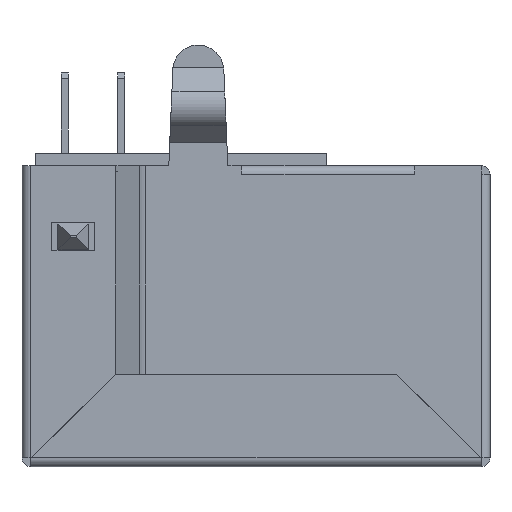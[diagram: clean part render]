
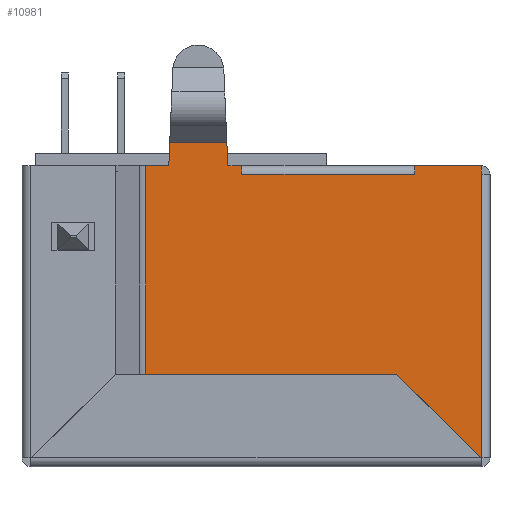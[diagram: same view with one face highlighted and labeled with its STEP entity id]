
A CAD part, left-side view. The second image highlights one B-rep face of the part: STEP entity #10981.
In plain terms, the highlighted face is planar.
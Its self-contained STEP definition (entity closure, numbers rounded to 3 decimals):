
#21 = VERTEX_POINT ( 'NONE', #7224 ) ;
#46 = VECTOR ( 'NONE', #2922, 1000. ) ;
#342 = LINE ( 'NONE', #19478, #3798 ) ;
#413 = ORIENTED_EDGE ( 'NONE', *, *, #10843, .T. ) ;
#534 = CARTESIAN_POINT ( 'NONE',  ( 6.02, 12.141, -5.155 ) ) ;
#550 = ORIENTED_EDGE ( 'NONE', *, *, #17918, .F. ) ;
#714 = CARTESIAN_POINT ( 'NONE',  ( 6.02, 8.755, -4.845 ) ) ;
#768 = CARTESIAN_POINT ( 'NONE',  ( 6.02, 3.31, 2.205 ) ) ;
#800 = ORIENTED_EDGE ( 'NONE', *, *, #801, .F. ) ;
#801 = EDGE_CURVE ( 'NONE', #11580, #1514, #15014, .T. ) ;
#896 = EDGE_CURVE ( 'NONE', #4930, #13980, #5067, .T. ) ;
#1011 = CARTESIAN_POINT ( 'NONE',  ( 6.02, 2.655, -4.845 ) ) ;
#1132 = VERTEX_POINT ( 'NONE', #11651 ) ;
#1198 = CARTESIAN_POINT ( 'NONE',  ( 6.02, 9.244, -5.155 ) ) ;
#1514 = VERTEX_POINT ( 'NONE', #15097 ) ;
#1521 = CARTESIAN_POINT ( 'NONE',  ( 6.02, 0., 0. ) ) ;
#1620 = VECTOR ( 'NONE', #5918, 1000. ) ;
#1714 = CARTESIAN_POINT ( 'NONE',  ( 6.02, 8.76, -4.845 ) ) ;
#1883 = VERTEX_POINT ( 'NONE', #15788 ) ;
#1902 = EDGE_CURVE ( 'NONE', #11580, #9494, #2041, .T. ) ;
#1983 = ORIENTED_EDGE ( 'NONE', *, *, #9447, .T. ) ;
#2041 = LINE ( 'NONE', #4126, #7285 ) ;
#2221 = DIRECTION ( 'NONE',  ( 0., 0., -1. ) ) ;
#2370 = VECTOR ( 'NONE', #11338, 1000. ) ;
#2597 = DIRECTION ( 'NONE',  ( 0., 1., 0. ) ) ;
#2912 = EDGE_CURVE ( 'NONE', #9690, #21, #6908, .T. ) ;
#2922 = DIRECTION ( 'NONE',  ( 0., 0.042, -0.999 ) ) ;
#2932 = EDGE_CURVE ( 'NONE', #9494, #9690, #16867, .T. ) ;
#3071 = VECTOR ( 'NONE', #8487, 1000. ) ;
#3127 = DIRECTION ( 'NONE',  ( 0., 1., 0. ) ) ;
#3313 = ORIENTED_EDGE ( 'NONE', *, *, #15747, .T. ) ;
#3385 = CARTESIAN_POINT ( 'NONE',  ( 6.02, 9.244, -5.155 ) ) ;
#3536 = CIRCLE ( 'NONE', #12212, 0.005 ) ;
#3627 = ORIENTED_EDGE ( 'NONE', *, *, #2912, .T. ) ;
#3637 = ORIENTED_EDGE ( 'NONE', *, *, #4115, .T. ) ;
#3798 = VECTOR ( 'NONE', #5160, 1000. ) ;
#3881 = ORIENTED_EDGE ( 'NONE', *, *, #10589, .T. ) ;
#3898 = CARTESIAN_POINT ( 'NONE',  ( 6.02, 0., 2.205 ) ) ;
#4115 = EDGE_CURVE ( 'NONE', #21, #18204, #7074, .T. ) ;
#4126 = CARTESIAN_POINT ( 'NONE',  ( 6.02, 0.31, 0. ) ) ;
#4286 = VERTEX_POINT ( 'NONE', #768 ) ;
#4478 = VERTEX_POINT ( 'NONE', #13719 ) ;
#4554 = EDGE_CURVE ( 'NONE', #1883, #1132, #342, .T. ) ;
#4787 = ORIENTED_EDGE ( 'NONE', *, *, #14475, .T. ) ;
#4930 = VERTEX_POINT ( 'NONE', #8022 ) ;
#4995 = VECTOR ( 'NONE', #14688, 1000. ) ;
#5067 = LINE ( 'NONE', #19152, #17266 ) ;
#5160 = DIRECTION ( 'NONE',  ( 0., 1., 0. ) ) ;
#5194 = CARTESIAN_POINT ( 'NONE',  ( 6.02, 12.141, 0. ) ) ;
#5263 = CARTESIAN_POINT ( 'NONE',  ( 6.02, 3.31, 2.205 ) ) ;
#5407 = DIRECTION ( 'NONE',  ( 0., -1., 0. ) ) ;
#5491 = EDGE_CURVE ( 'NONE', #17191, #14993, #15708, .T. ) ;
#5578 = EDGE_CURVE ( 'NONE', #17629, #7227, #3536, .T. ) ;
#5918 = DIRECTION ( 'NONE',  ( 0., 0.042, 0.999 ) ) ;
#6225 = LINE ( 'NONE', #1198, #46 ) ;
#6533 = ORIENTED_EDGE ( 'NONE', *, *, #2932, .T. ) ;
#6573 = LINE ( 'NONE', #12928, #2370 ) ;
#6866 = CARTESIAN_POINT ( 'NONE',  ( 6.02, 0.31, -5.155 ) ) ;
#6908 = LINE ( 'NONE', #8334, #19328 ) ;
#7074 = CIRCLE ( 'NONE', #14034, 0.005 ) ;
#7224 = CARTESIAN_POINT ( 'NONE',  ( 6.02, 2.65, -4.845 ) ) ;
#7227 = VERTEX_POINT ( 'NONE', #1714 ) ;
#7264 = DIRECTION ( 'NONE',  ( -1., 0., 0. ) ) ;
#7285 = VECTOR ( 'NONE', #16779, 1000. ) ;
#7879 = DIRECTION ( 'NONE',  ( 0., 0., 1. ) ) ;
#8022 = CARTESIAN_POINT ( 'NONE',  ( 6.02, 8.76, -5.155 ) ) ;
#8196 = CARTESIAN_POINT ( 'NONE',  ( 6.02, 8.75, -4.845 ) ) ;
#8334 = CARTESIAN_POINT ( 'NONE',  ( 6.02, 2.65, 0. ) ) ;
#8404 = DIRECTION ( 'NONE',  ( 0., 0., 1. ) ) ;
#8487 = DIRECTION ( 'NONE',  ( 0., -1., 0. ) ) ;
#9121 = CARTESIAN_POINT ( 'NONE',  ( 6.02, 0.3, -5.155 ) ) ;
#9199 = EDGE_LOOP ( 'NONE', ( #16678, #3313, #18794, #413, #550, #10706, #3881, #14634, #800, #17160, #6533, #3627, #3637, #4787, #18394, #1983 ) ) ;
#9425 = EDGE_CURVE ( 'NONE', #4286, #1514, #17455, .T. ) ;
#9447 = EDGE_CURVE ( 'NONE', #7227, #4930, #9743, .T. ) ;
#9494 = VERTEX_POINT ( 'NONE', #6866 ) ;
#9690 = VERTEX_POINT ( 'NONE', #18679 ) ;
#9743 = LINE ( 'NONE', #11736, #14939 ) ;
#9813 = VECTOR ( 'NONE', #7879, 1000. ) ;
#9901 = CARTESIAN_POINT ( 'NONE',  ( 6.02, 0.31, -4.845 ) ) ;
#10010 = DIRECTION ( 'NONE',  ( 0., 1., 0. ) ) ;
#10589 = EDGE_CURVE ( 'NONE', #14993, #4286, #19971, .T. ) ;
#10706 = ORIENTED_EDGE ( 'NONE', *, *, #5491, .T. ) ;
#10724 = DIRECTION ( 'NONE',  ( 0., -1., 0. ) ) ;
#10735 = VECTOR ( 'NONE', #8404, 1000. ) ;
#10843 = EDGE_CURVE ( 'NONE', #1132, #4478, #15021, .T. ) ;
#10981 = ADVANCED_FACE ( 'NONE', ( #11534 ), #14150, .T. ) ;
#11338 = DIRECTION ( 'NONE',  ( 0., 1., 0. ) ) ;
#11534 = FACE_OUTER_BOUND ( 'NONE', #9199, .T. ) ;
#11580 = VERTEX_POINT ( 'NONE', #9901 ) ;
#11651 = CARTESIAN_POINT ( 'NONE',  ( 6.02, 11.29, -5.968 ) ) ;
#11736 = CARTESIAN_POINT ( 'NONE',  ( 6.02, 8.76, 0. ) ) ;
#12212 = AXIS2_PLACEMENT_3D ( 'NONE', #714, #18201, #5407 ) ;
#12356 = CARTESIAN_POINT ( 'NONE',  ( 6.02, 0.31, -5.155 ) ) ;
#12481 = CARTESIAN_POINT ( 'NONE',  ( 6.02, 11.29, -5.968 ) ) ;
#12496 = LINE ( 'NONE', #9121, #13265 ) ;
#12928 = CARTESIAN_POINT ( 'NONE',  ( 6.02, 0., -4.845 ) ) ;
#13265 = VECTOR ( 'NONE', #10724, 1000. ) ;
#13320 = DIRECTION ( 'NONE',  ( 0., 0., 1. ) ) ;
#13719 = CARTESIAN_POINT ( 'NONE',  ( 6.02, 11.324, -5.155 ) ) ;
#13980 = VERTEX_POINT ( 'NONE', #3385 ) ;
#14034 = AXIS2_PLACEMENT_3D ( 'NONE', #1011, #7264, #2597 ) ;
#14150 = PLANE ( 'NONE',  #19597 ) ;
#14283 = DIRECTION ( 'NONE',  ( 1., 0., 0. ) ) ;
#14475 = EDGE_CURVE ( 'NONE', #18204, #17629, #6573, .T. ) ;
#14634 = ORIENTED_EDGE ( 'NONE', *, *, #9425, .T. ) ;
#14688 = DIRECTION ( 'NONE',  ( 0., -0.713, 0.701 ) ) ;
#14831 = CARTESIAN_POINT ( 'NONE',  ( 6.02, 2.66, -4.845 ) ) ;
#14939 = VECTOR ( 'NONE', #2221, 1000. ) ;
#14993 = VERTEX_POINT ( 'NONE', #17752 ) ;
#15014 = LINE ( 'NONE', #12356, #9813 ) ;
#15021 = LINE ( 'NONE', #12481, #1620 ) ;
#15097 = CARTESIAN_POINT ( 'NONE',  ( 6.02, 0.31, 5.155 ) ) ;
#15708 = LINE ( 'NONE', #5194, #10735 ) ;
#15747 = EDGE_CURVE ( 'NONE', #13980, #1883, #6225, .T. ) ;
#15788 = CARTESIAN_POINT ( 'NONE',  ( 6.02, 9.278, -5.968 ) ) ;
#16369 = VECTOR ( 'NONE', #10010, 1000. ) ;
#16678 = ORIENTED_EDGE ( 'NONE', *, *, #896, .T. ) ;
#16779 = DIRECTION ( 'NONE',  ( 0., 0., -1. ) ) ;
#16867 = LINE ( 'NONE', #19429, #16369 ) ;
#17160 = ORIENTED_EDGE ( 'NONE', *, *, #1902, .T. ) ;
#17191 = VERTEX_POINT ( 'NONE', #534 ) ;
#17266 = VECTOR ( 'NONE', #19221, 1000. ) ;
#17455 = LINE ( 'NONE', #5263, #4995 ) ;
#17629 = VERTEX_POINT ( 'NONE', #8196 ) ;
#17752 = CARTESIAN_POINT ( 'NONE',  ( 6.02, 12.141, 2.205 ) ) ;
#17918 = EDGE_CURVE ( 'NONE', #17191, #4478, #12496, .T. ) ;
#18201 = DIRECTION ( 'NONE',  ( -1., 0., 0. ) ) ;
#18204 = VERTEX_POINT ( 'NONE', #14831 ) ;
#18394 = ORIENTED_EDGE ( 'NONE', *, *, #5578, .T. ) ;
#18679 = CARTESIAN_POINT ( 'NONE',  ( 6.02, 2.65, -5.155 ) ) ;
#18794 = ORIENTED_EDGE ( 'NONE', *, *, #4554, .T. ) ;
#19152 = CARTESIAN_POINT ( 'NONE',  ( 6.02, 0., -5.155 ) ) ;
#19221 = DIRECTION ( 'NONE',  ( 0., 1., 0. ) ) ;
#19328 = VECTOR ( 'NONE', #13320, 1000. ) ;
#19429 = CARTESIAN_POINT ( 'NONE',  ( 6.02, 0., -5.155 ) ) ;
#19478 = CARTESIAN_POINT ( 'NONE',  ( 6.02, 0., -5.968 ) ) ;
#19597 = AXIS2_PLACEMENT_3D ( 'NONE', #1521, #14283, #3127 ) ;
#19971 = LINE ( 'NONE', #3898, #3071 ) ;
